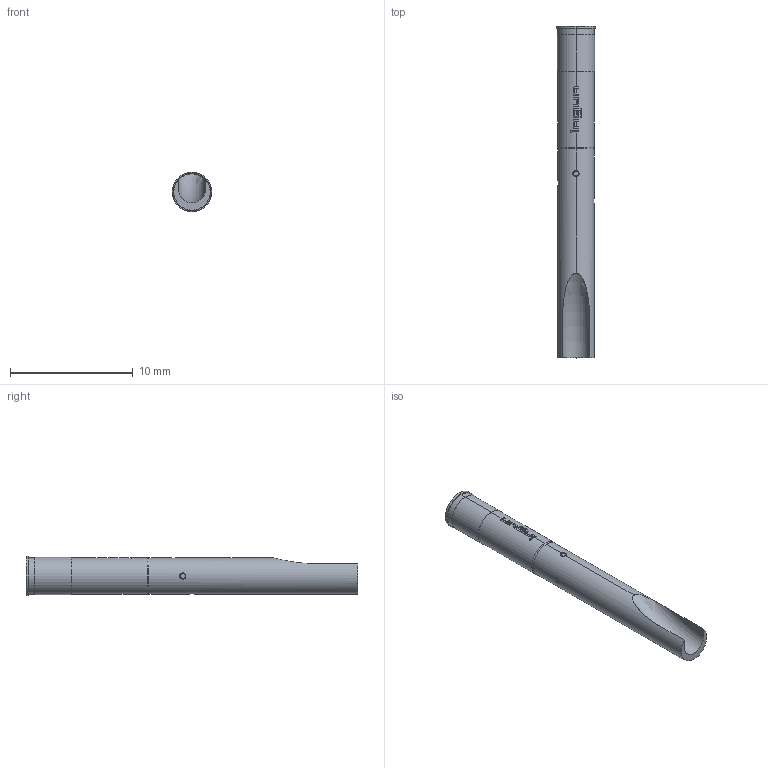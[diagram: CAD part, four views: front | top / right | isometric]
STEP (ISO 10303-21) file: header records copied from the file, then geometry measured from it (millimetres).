
FILE_DESCRIPTION (( 'STEP AP203' ), '1' );
FILE_NAME ('INGUN_KS-113_30_M2-R-S.STEP', '2022-02-09T05:19:35', ( 'ochi' ), ( '' ), 'SwSTEP 2.0', 'SolidWorks 2018', '' );
FILE_SCHEMA (( 'CONFIG_CONTROL_DESIGN' ));
Length unit declared in the file: millimetre
Products named in the file (1): INGUN_KS-113_30_M2-R-S
Bounding box: 3.2 x 27 x 3.2 mm (x, y, z)
Volume: 170.6 mm3; surface area: 273.2 mm2
Topology: 1 solids, 1 shells, 113 faces, 311 edges, 206 vertices
Faces by surface type: plane 51, bspline 30, cylinder 29, cone 2, torus 1
Entity records: 4285 total; most frequent: CARTESIAN_POINT 1512, ORIENTED_EDGE 622, DIRECTION 492, EDGE_CURVE 311, VERTEX_POINT 206, AXIS2_PLACEMENT_3D 198, EDGE_LOOP 119, CIRCLE 114
